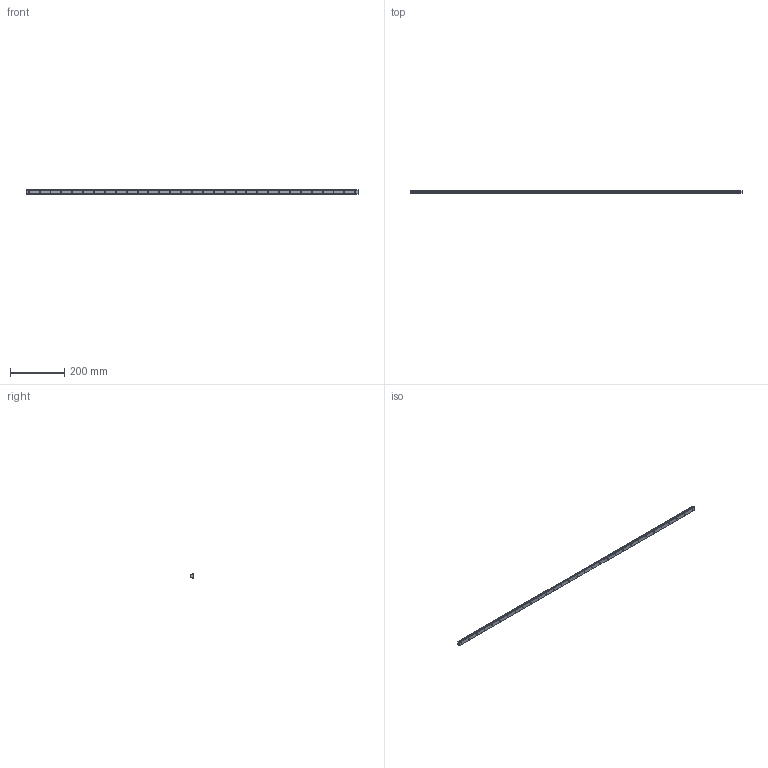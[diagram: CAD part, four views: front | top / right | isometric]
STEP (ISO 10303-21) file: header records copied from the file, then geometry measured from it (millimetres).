
FILE_DESCRIPTION (( 'STEP AP214' ), '1' );
FILE_NAME ('SRS15MSS-1220LM_G10_0_0_0_0_0_1.STEP', '2021-08-11T11:38:23', ( '' ), ( '' ), 'SwSTEP 2.0', 'SolidWorks 2021', '' );
FILE_SCHEMA (( 'AUTOMOTIVE_DESIGN' ));
Length unit declared in the file: millimetre
Products named in the file (2): SRS15MSS-1220LM_G10_0_0_0_0_0_1; _SRS15M122010 Track
Assembly tree (1 placements, depth 2):
  SRS15MSS-1220LM_G10_0_0_0_0_0_1
    _SRS15M122010 Track
Bounding box: 1220 x 9.5 x 15 mm (x, y, z)
Volume: 147765.7 mm3; surface area: 62671.1 mm2
Topology: 1 solids, 1 shells, 178 faces, 435 edges, 290 vertices
Faces by surface type: cylinder 131, plane 47
Entity records: 5571 total; most frequent: DIRECTION 1061, CARTESIAN_POINT 907, ORIENTED_EDGE 870, AXIS2_PLACEMENT_3D 444, EDGE_CURVE 435, VERTEX_POINT 290, EDGE_LOOP 271, CIRCLE 262
